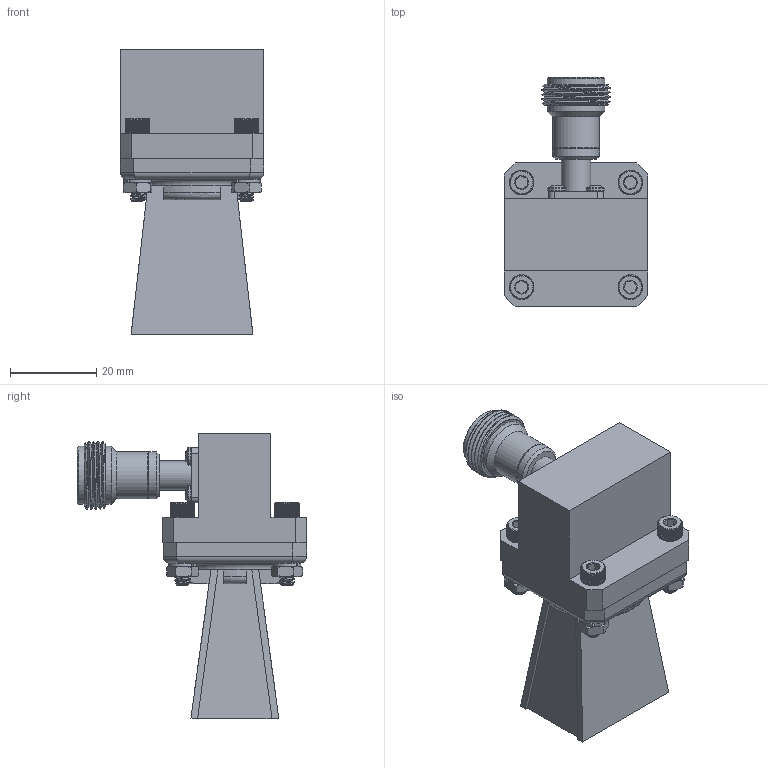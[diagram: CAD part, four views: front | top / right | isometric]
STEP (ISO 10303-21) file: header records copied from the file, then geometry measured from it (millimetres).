
FILE_DESCRIPTION (( 'STEP AP214' ), '1' );
FILE_NAME ('PE9854B-NF-10_3D.STEP', '2021-03-11T17:50:38', ( '' ), ( '' ), 'SwSTEP 2.0', 'SolidWorks 2020', '' );
FILE_SCHEMA (( 'AUTOMOTIVE_DESIGN' ));
Length unit declared in the file: inch
Products named in the file (6): PE9854B-NF-10_3D; 6-32HN-NARROW_90730A007; PE9875; 6-LW; 6-32SH-HXx.625_92196A150; PE9854B-10
Assembly tree (14 placements, depth 2):
  PE9854B-NF-10_3D
    PE9854B-10
    PE9875
    6-32SH-HXx.625_92196A150  x4
    6-32HN-NARROW_90730A007  x4
    6-LW  x4
Bounding box: 33.38 x 53.26 x 66.29 mm (x, y, z)
Volume: 27230.8 mm3; surface area: 18736.4 mm2
Topology: 14 solids, 14 shells, 1236 faces, 2929 edges, 1747 vertices
Faces by surface type: plane 734, cone 355, cylinder 107, bspline 23, torus 13, sphere 4
Full cylindrical faces by diameter (mm): 1.524 x1, 3.048 x1, 3.658 x8, 4.172 x4, 6.807 x1, 10.414 x2, 10.922 x2, 13.462 x2, 25.4 x1
Entity records: 20354 total; most frequent: CARTESIAN_POINT 8277, ORIENTED_EDGE 2580, DIRECTION 2204, EDGE_CURVE 1290, AXIS2_PLACEMENT_3D 833, VERTEX_POINT 824, EDGE_LOOP 612, FACE_OUTER_BOUND 565
